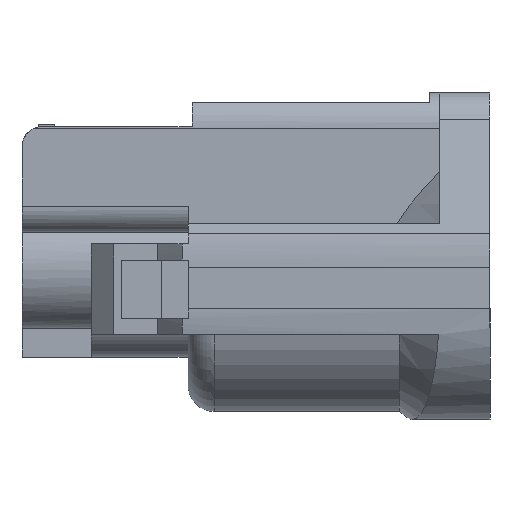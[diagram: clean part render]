
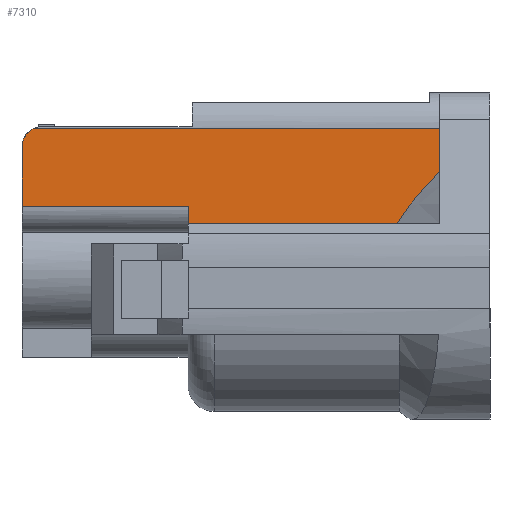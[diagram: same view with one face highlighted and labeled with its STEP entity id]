
A CAD part, front view. The second image highlights one B-rep face of the part: STEP entity #7310.
In plain terms, the highlighted planar face has unit normal (0, -1, 0).
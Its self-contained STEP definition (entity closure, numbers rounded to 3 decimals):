
#2916=AXIS2_PLACEMENT_3D('Circle Axis2P3D',#2914,#2915,$) ;
#7292=AXIS2_PLACEMENT_3D('Plane Axis2P3D',#7289,#7290,#7291) ;
#1593=CARTESIAN_POINT('Vertex',(-15.,-7.4,6.7)) ;
#1638=CARTESIAN_POINT('Vertex',(-15.,-7.4,5.825)) ;
#1641=CARTESIAN_POINT('Line Origine',(-15.,-7.4,6.262)) ;
#2042=CARTESIAN_POINT('Vertex',(-4.622,-7.4,5.825)) ;
#2045=CARTESIAN_POINT('Line Origine',(-9.811,-7.4,5.825)) ;
#2479=CARTESIAN_POINT('Vertex',(-23.25,-7.4,6.7)) ;
#2482=CARTESIAN_POINT('Line Origine',(-23.25,-7.4,8.175)) ;
#2486=CARTESIAN_POINT('Vertex',(-23.25,-7.4,9.65)) ;
#2914=CARTESIAN_POINT('Axis2P3D Location',(-22.25,-7.4,9.65)) ;
#2918=CARTESIAN_POINT('Vertex',(-22.686,-7.4,10.55)) ;
#6575=CARTESIAN_POINT('Line Origine',(-12.875,-7.4,10.55)) ;
#6579=CARTESIAN_POINT('Vertex',(-2.5,-7.4,10.55)) ;
#7068=CARTESIAN_POINT('Control Point',(-4.622,-7.4,5.825)) ;
#7069=CARTESIAN_POINT('Control Point',(-4.464,-7.4,6.093)) ;
#7070=CARTESIAN_POINT('Control Point',(-4.271,-7.4,6.381)) ;
#7071=CARTESIAN_POINT('Control Point',(-4.028,-7.4,6.7)) ;
#7072=CARTESIAN_POINT('Vertex',(-4.028,-7.4,6.7)) ;
#7079=CARTESIAN_POINT('Vertex',(-2.5,-7.4,8.434)) ;
#7083=CARTESIAN_POINT('Control Point',(-2.5,-7.4,8.434)) ;
#7084=CARTESIAN_POINT('Control Point',(-3.019,-7.4,7.905)) ;
#7085=CARTESIAN_POINT('Control Point',(-3.423,-7.4,7.459)) ;
#7086=CARTESIAN_POINT('Control Point',(-3.754,-7.4,7.061)) ;
#7087=CARTESIAN_POINT('Control Point',(-4.028,-7.4,6.7)) ;
#7101=CARTESIAN_POINT('Line Origine',(-2.5,-7.4,9.492)) ;
#7289=CARTESIAN_POINT('Axis2P3D Location',(-23.25,-7.4,7.75)) ;
#7294=CARTESIAN_POINT('Line Origine',(-19.125,-7.4,6.7)) ;
#1642=DIRECTION('Vector Direction',(0.,0.,-1.)) ;
#2046=DIRECTION('Vector Direction',(1.,0.,0.)) ;
#2483=DIRECTION('Vector Direction',(0.,0.,1.)) ;
#2915=DIRECTION('Axis2P3D Direction',(0.,1.,-0.)) ;
#6576=DIRECTION('Vector Direction',(-1.,0.,0.)) ;
#7102=DIRECTION('Vector Direction',(0.,0.,-1.)) ;
#7290=DIRECTION('Axis2P3D Direction',(0.,-1.,0.)) ;
#7291=DIRECTION('Axis2P3D XDirection',(1.,0.,0.)) ;
#7295=DIRECTION('Vector Direction',(-1.,0.,0.)) ;
#1643=VECTOR('Line Direction',#1642,1.) ;
#2047=VECTOR('Line Direction',#2046,1.) ;
#2484=VECTOR('Line Direction',#2483,1.) ;
#6577=VECTOR('Line Direction',#6576,1.) ;
#7103=VECTOR('Line Direction',#7102,1.) ;
#7296=VECTOR('Line Direction',#7295,1.) ;
#7300=ORIENTED_EDGE('',*,*,#7088,.F.) ;
#7301=ORIENTED_EDGE('',*,*,#7105,.F.) ;
#7302=ORIENTED_EDGE('',*,*,#6581,.F.) ;
#7303=ORIENTED_EDGE('',*,*,#2920,.F.) ;
#7304=ORIENTED_EDGE('',*,*,#2488,.F.) ;
#7305=ORIENTED_EDGE('',*,*,#7298,.T.) ;
#7306=ORIENTED_EDGE('',*,*,#1645,.F.) ;
#7307=ORIENTED_EDGE('',*,*,#2049,.T.) ;
#7308=ORIENTED_EDGE('',*,*,#7074,.T.) ;
#7310=ADVANCED_FACE('HSG',(#7309),#7293,.T.) ;
#7067=B_SPLINE_CURVE_WITH_KNOTS('',3,(#7068,#7069,#7070,#7071),.UNSPECIFIED.,.F.,.U.,(4,4),(0.,14.761),.UNSPECIFIED.) ;
#7082=B_SPLINE_CURVE_WITH_KNOTS('',4,(#7083,#7084,#7085,#7086,#7087),.UNSPECIFIED.,.F.,.U.,(5,5),(0.,22.324),.UNSPECIFIED.) ;
#2917=CIRCLE('generated circle',#2916,1.) ;
#1645=EDGE_CURVE('',#1639,#1594,#1644,.F.) ;
#2049=EDGE_CURVE('',#1639,#2043,#2048,.T.) ;
#2488=EDGE_CURVE('',#2480,#2487,#2485,.T.) ;
#2920=EDGE_CURVE('',#2487,#2919,#2917,.T.) ;
#6581=EDGE_CURVE('',#2919,#6580,#6578,.F.) ;
#7074=EDGE_CURVE('',#2043,#7073,#7067,.T.) ;
#7088=EDGE_CURVE('',#7080,#7073,#7082,.T.) ;
#7105=EDGE_CURVE('',#6580,#7080,#7104,.T.) ;
#7298=EDGE_CURVE('',#2480,#1594,#7297,.F.) ;
#7299=EDGE_LOOP('',(#7300,#7301,#7302,#7303,#7304,#7305,#7306,#7307,#7308)) ;
#7309=FACE_OUTER_BOUND('',#7299,.T.) ;
#1644=LINE('Line',#1641,#1643) ;
#2048=LINE('Line',#2045,#2047) ;
#2485=LINE('Line',#2482,#2484) ;
#6578=LINE('Line',#6575,#6577) ;
#7104=LINE('Line',#7101,#7103) ;
#7297=LINE('Line',#7294,#7296) ;
#7293=PLANE('',#7292) ;
#1594=VERTEX_POINT('',#1593) ;
#1639=VERTEX_POINT('',#1638) ;
#2043=VERTEX_POINT('',#2042) ;
#2480=VERTEX_POINT('',#2479) ;
#2487=VERTEX_POINT('',#2486) ;
#2919=VERTEX_POINT('',#2918) ;
#6580=VERTEX_POINT('',#6579) ;
#7073=VERTEX_POINT('',#7072) ;
#7080=VERTEX_POINT('',#7079) ;
